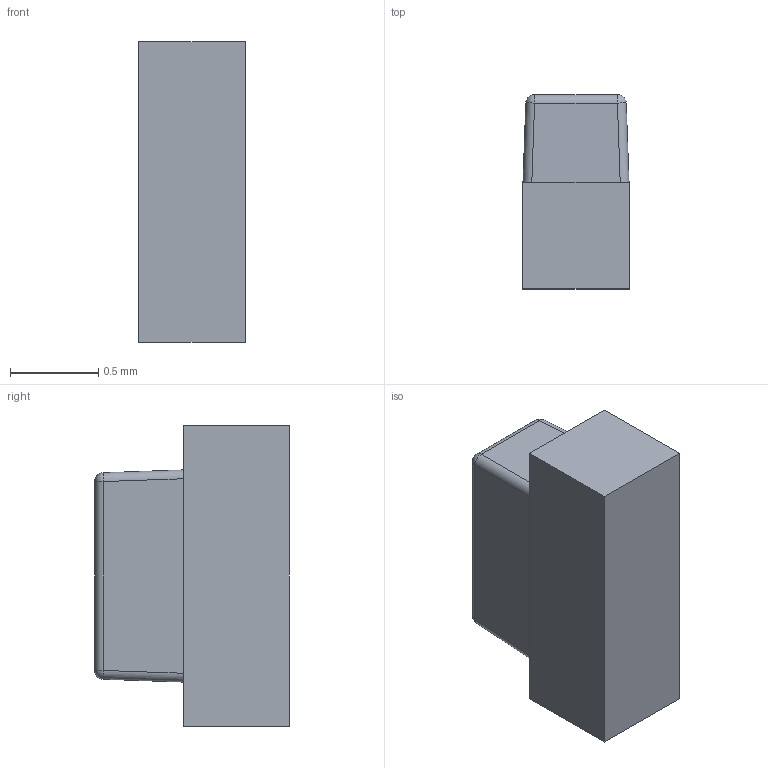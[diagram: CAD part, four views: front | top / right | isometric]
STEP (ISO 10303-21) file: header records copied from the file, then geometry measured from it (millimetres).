
FILE_DESCRIPTION (( 'STEP AP214' ), '1' );
FILE_NAME ('IN-S63AS5B.STEP', '2020-04-11T15:33:32', ( '' ), ( '' ), 'SwSTEP 2.0', 'SolidWorks 2017', '' );
FILE_SCHEMA (( 'AUTOMOTIVE_DESIGN' ));
Length unit declared in the file: millimetre
Products named in the file (1): IN-S63AS5B
Bounding box: 0.6 x 1.1 x 1.7 mm (x, y, z)
Volume: 1 mm3; surface area: 7.8 mm2
Topology: 2 solids, 2 shells, 24 faces, 52 edges, 28 vertices
Faces by surface type: plane 12, cylinder 8, sphere 4
Entity records: 651 total; most frequent: CARTESIAN_POINT 113, DIRECTION 106, ORIENTED_EDGE 96, EDGE_CURVE 48, AXIS2_PLACEMENT_3D 37, LINE 32, VECTOR 32, VERTEX_POINT 28
